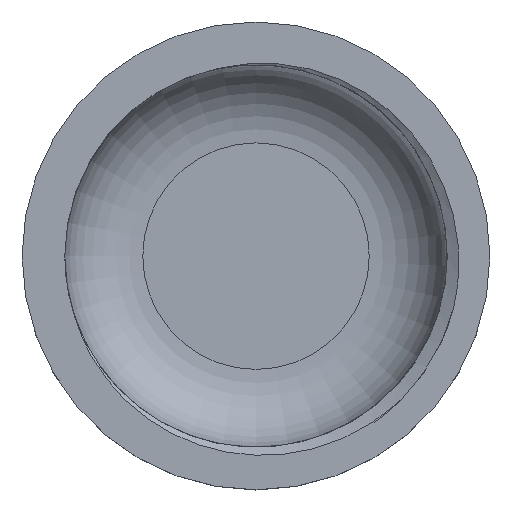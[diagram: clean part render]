
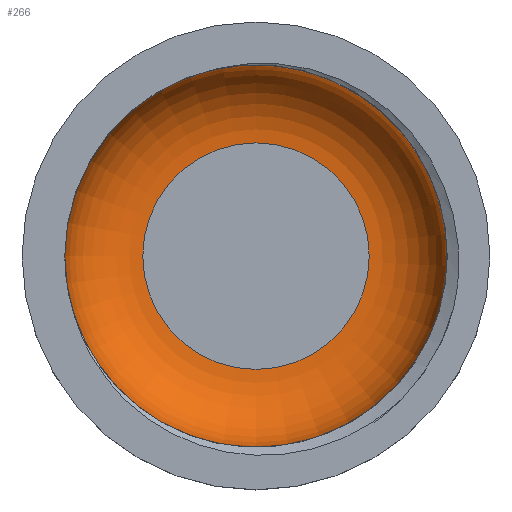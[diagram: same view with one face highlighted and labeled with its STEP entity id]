
A CAD part, top view. The second image highlights one B-rep face of the part: STEP entity #266.
In plain terms, the highlighted toroidal (fillet/blend) face has major radius 7.263 mm and minor radius 5 mm.
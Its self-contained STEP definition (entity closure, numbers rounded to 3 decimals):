
#16=TOROIDAL_SURFACE('',#301,7.263,5.);
#34=FACE_OUTER_BOUND('',#51,.T.);
#51=EDGE_LOOP('',(#220,#221,#222,#223,#224,#225));
#59=CIRCLE('',#288,12.263);
#63=CIRCLE('',#299,12.263);
#64=CIRCLE('',#300,12.263);
#65=CIRCLE('',#302,5.);
#66=CIRCLE('',#303,7.263);
#107=VERTEX_POINT('',#385);
#108=VERTEX_POINT('',#411);
#124=VERTEX_POINT('',#1256);
#126=VERTEX_POINT('',#1577);
#132=EDGE_CURVE('',#108,#107,#59,.T.);
#157=EDGE_CURVE('',#124,#108,#63,.T.);
#158=EDGE_CURVE('',#107,#124,#64,.T.);
#161=EDGE_CURVE('',#124,#126,#65,.T.);
#162=EDGE_CURVE('',#126,#126,#66,.T.);
#220=ORIENTED_EDGE('',*,*,#158,.T.);
#221=ORIENTED_EDGE('',*,*,#161,.T.);
#222=ORIENTED_EDGE('',*,*,#162,.T.);
#223=ORIENTED_EDGE('',*,*,#161,.F.);
#224=ORIENTED_EDGE('',*,*,#157,.T.);
#225=ORIENTED_EDGE('',*,*,#132,.T.);
#266=ADVANCED_FACE('',(#34),#16,.F.);
#288=AXIS2_PLACEMENT_3D('',#412,#320,#321);
#299=AXIS2_PLACEMENT_3D('',#1257,#347,#348);
#300=AXIS2_PLACEMENT_3D('',#1258,#349,#350);
#301=AXIS2_PLACEMENT_3D('',#1576,#351,#352);
#302=AXIS2_PLACEMENT_3D('',#1578,#353,#354);
#303=AXIS2_PLACEMENT_3D('',#1579,#355,#356);
#320=DIRECTION('center_axis',(0.,0.,1.));
#321=DIRECTION('ref_axis',(1.,0.,0.));
#347=DIRECTION('center_axis',(0.,0.,1.));
#348=DIRECTION('ref_axis',(1.,0.,0.));
#349=DIRECTION('center_axis',(0.,0.,1.));
#350=DIRECTION('ref_axis',(1.,0.,0.));
#351=DIRECTION('center_axis',(0.,0.,1.));
#352=DIRECTION('ref_axis',(1.,0.,0.));
#353=DIRECTION('center_axis',(0.,-1.,0.));
#354=DIRECTION('ref_axis',(-1.,0.,0.));
#355=DIRECTION('center_axis',(0.,0.,-1.));
#356=DIRECTION('ref_axis',(1.,0.,0.));
#385=CARTESIAN_POINT('',(9.18,-8.131,6.));
#411=CARTESIAN_POINT('',(-9.18,-8.132,6.));
#412=CARTESIAN_POINT('Origin',(0.,0.,6.));
#1256=CARTESIAN_POINT('',(-12.263,0.,6.));
#1257=CARTESIAN_POINT('Origin',(0.,0.,6.));
#1258=CARTESIAN_POINT('Origin',(0.,0.,6.));
#1576=CARTESIAN_POINT('Origin',(0.,0.,6.));
#1577=CARTESIAN_POINT('',(-7.263,0.,1.));
#1578=CARTESIAN_POINT('Origin',(-7.263,0.,6.));
#1579=CARTESIAN_POINT('Origin',(0.,0.,1.));
